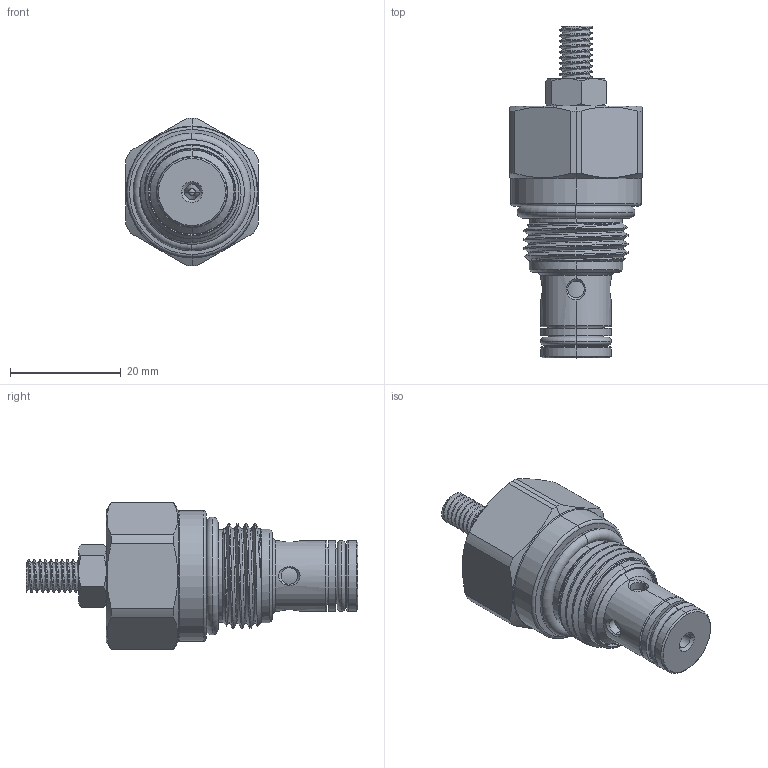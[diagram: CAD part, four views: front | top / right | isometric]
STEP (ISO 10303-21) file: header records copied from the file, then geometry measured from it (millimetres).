
FILE_DESCRIPTION (( 'STEP AP203' ), '1' );
FILE_NAME ('RD08W23-L.STEP', '2016-07-29T08:44:23', ( '' ), ( '' ), 'SwSTEP 2.0', 'SolidWorks 2012', '' );
FILE_SCHEMA (( 'CONFIG_CONTROL_DESIGN' ));
Length unit declared in the file: millimetre
Products named in the file (1): RD08W23-L
Bounding box: 24 x 60 x 26.67 mm (x, y, z)
Volume: 14094.9 mm3; surface area: 5753.8 mm2
Topology: 4 solids, 4 shells, 236 faces, 579 edges, 359 vertices
Faces by surface type: cylinder 98, cone 53, plane 44, torus 31, bspline 8, sphere 2
Entity records: 16273 total; most frequent: CARTESIAN_POINT 11001, ORIENTED_EDGE 1154, DIRECTION 1039, EDGE_CURVE 577, AXIS2_PLACEMENT_3D 427, VERTEX_POINT 359, EDGE_LOOP 252, FACE_OUTER_BOUND 236
